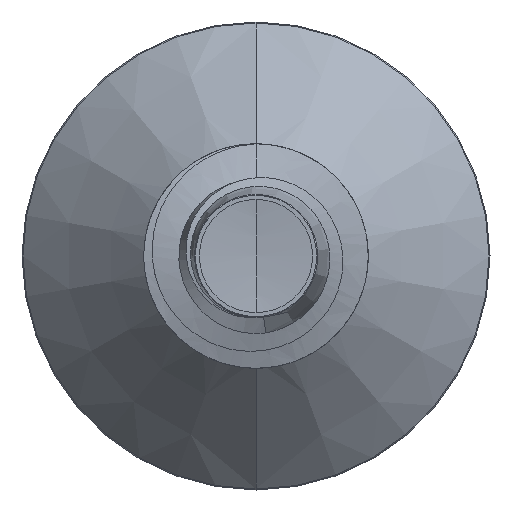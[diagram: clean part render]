
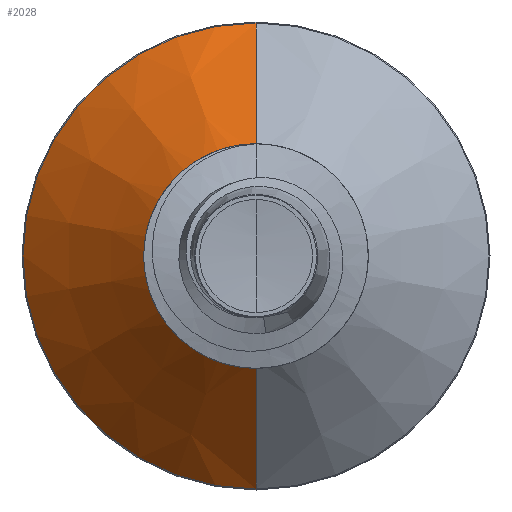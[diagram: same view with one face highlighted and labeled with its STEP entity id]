
A CAD part, front view. The second image highlights one B-rep face of the part: STEP entity #2028.
In plain terms, the highlighted conical face has half-angle 45 degrees and reference radius 1.633 mm.
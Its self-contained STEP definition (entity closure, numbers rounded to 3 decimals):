
#1413 = VECTOR ( 'NONE', #12127, 1000. ) ;
#2027 = CIRCLE ( 'NONE', #2510, 1.632 ) ;
#2028 = ADVANCED_FACE ( 'NONE', ( #11938 ), #2397, .T. ) ;
#2227 = EDGE_LOOP ( 'NONE', ( #10681, #2455, #5529, #8535 ) ) ;
#2397 = CONICAL_SURFACE ( 'NONE', #2804, 1.632, 0.785 ) ;
#2399 = CARTESIAN_POINT ( 'NONE',  ( 0., 6.332, 1.632 ) ) ;
#2407 = EDGE_CURVE ( 'NONE', #7842, #6814, #2027, .T. ) ;
#2455 = ORIENTED_EDGE ( 'NONE', *, *, #2407, .T. ) ;
#2510 = AXIS2_PLACEMENT_3D ( 'NONE', #4016, #4005, #3986 ) ;
#2733 = AXIS2_PLACEMENT_3D ( 'NONE', #12039, #12003, #11973 ) ;
#2804 = AXIS2_PLACEMENT_3D ( 'NONE', #5677, #5482, #5510 ) ;
#3732 = CARTESIAN_POINT ( 'NONE',  ( 0., 8.335, -3.635 ) ) ;
#3986 = DIRECTION ( 'NONE',  ( 0., 0., 1. ) ) ;
#4005 = DIRECTION ( 'NONE',  ( 0., 1., 0. ) ) ;
#4016 = CARTESIAN_POINT ( 'NONE',  ( 0., 6.332, 0. ) ) ;
#4764 = VECTOR ( 'NONE', #7679, 1000. ) ;
#5482 = DIRECTION ( 'NONE',  ( 0., 1., 0. ) ) ;
#5510 = DIRECTION ( 'NONE',  ( 0., 0., 1. ) ) ;
#5529 = ORIENTED_EDGE ( 'NONE', *, *, #8276, .T. ) ;
#5677 = CARTESIAN_POINT ( 'NONE',  ( 0., 6.332, 0. ) ) ;
#6814 = VERTEX_POINT ( 'NONE', #2399 ) ;
#7663 = CARTESIAN_POINT ( 'NONE',  ( 0., 6.332, 1.632 ) ) ;
#7679 = DIRECTION ( 'NONE',  ( 0., 0.707, 0.707 ) ) ;
#7833 = EDGE_CURVE ( 'NONE', #9861, #12204, #11726, .T. ) ;
#7842 = VERTEX_POINT ( 'NONE', #12501 ) ;
#8276 = EDGE_CURVE ( 'NONE', #6814, #12204, #10080, .T. ) ;
#8535 = ORIENTED_EDGE ( 'NONE', *, *, #7833, .F. ) ;
#9554 = CARTESIAN_POINT ( 'NONE',  ( 0., 8.335, 3.635 ) ) ;
#9861 = VERTEX_POINT ( 'NONE', #3732 ) ;
#9946 = LINE ( 'NONE', #12112, #1413 ) ;
#10080 = LINE ( 'NONE', #7663, #4764 ) ;
#10681 = ORIENTED_EDGE ( 'NONE', *, *, #13041, .F. ) ;
#11726 = CIRCLE ( 'NONE', #2733, 3.635 ) ;
#11938 = FACE_OUTER_BOUND ( 'NONE', #2227, .T. ) ;
#11973 = DIRECTION ( 'NONE',  ( 0., 0., 1. ) ) ;
#12003 = DIRECTION ( 'NONE',  ( 0., 1., 0. ) ) ;
#12039 = CARTESIAN_POINT ( 'NONE',  ( 0., 8.335, 0. ) ) ;
#12112 = CARTESIAN_POINT ( 'NONE',  ( 0., 6.332, -1.632 ) ) ;
#12127 = DIRECTION ( 'NONE',  ( 0., 0.707, -0.707 ) ) ;
#12204 = VERTEX_POINT ( 'NONE', #9554 ) ;
#12501 = CARTESIAN_POINT ( 'NONE',  ( 0., 6.332, -1.632 ) ) ;
#13041 = EDGE_CURVE ( 'NONE', #7842, #9861, #9946, .T. ) ;
